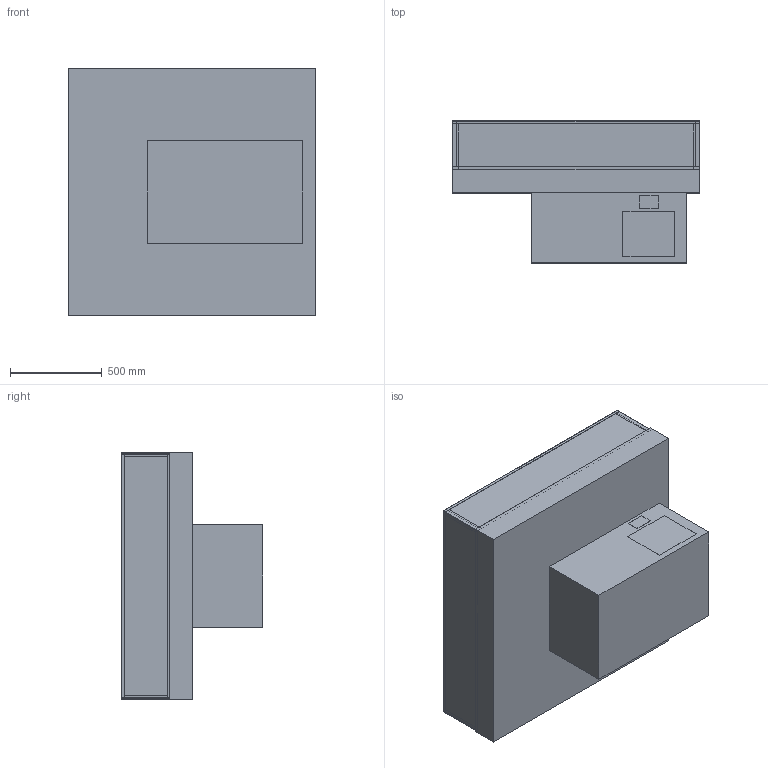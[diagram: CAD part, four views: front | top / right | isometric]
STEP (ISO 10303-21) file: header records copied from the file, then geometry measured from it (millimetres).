
FILE_DESCRIPTION(/* description */ ('Umluftkühlwanne: eigengekühlt'),/* implementation_level */ '2;1');
FILE_NAME(/* name */ '3D-AKE-00051278.stp',/* time_stamp */ '2024-05-29T11:38:59+02:00',/* author */ ('julian.lux'),/* organization */ (''),/* preprocessor_version */ 'ST-DEVELOPER v18.1',/* originating_system */ 'Autodesk Inventor 2020',/* authorisation */ '');
FILE_SCHEMA (('AUTOMOTIVE_DESIGN { 1 0 10303 214 3 1 1 }'));
Length unit declared in the file: millimetre
Products named in the file (1): 3D-AKE-00051278
Bounding box: 1350 x 772.5 x 1350 mm (x, y, z)
Volume: 374538454.5 mm3; surface area: 18589167.7 mm2
Topology: 24 solids, 24 shells, 305 faces, 724 edges, 472 vertices
Faces by surface type: plane 305
Entity records: 8624 total; most frequent: CARTESIAN_POINT 1502, ORIENTED_EDGE 1448, DIRECTION 1336, LINE 724, VECTOR 724, EDGE_CURVE 724, VERTEX_POINT 472, EDGE_LOOP 318
